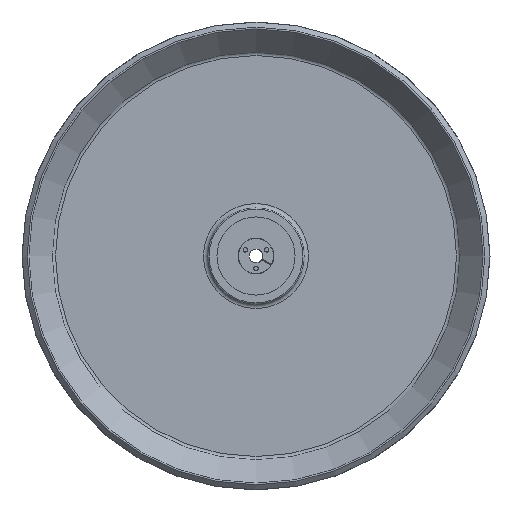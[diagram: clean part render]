
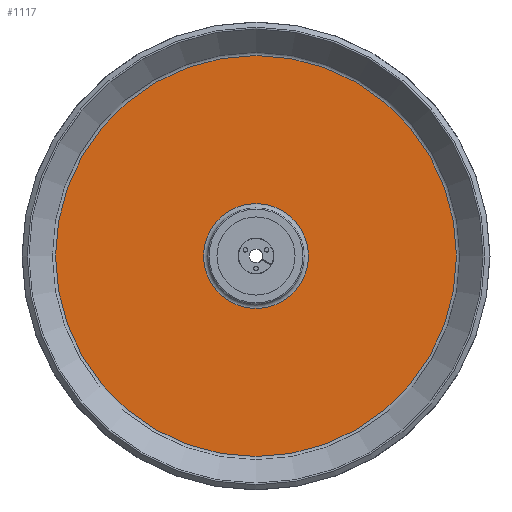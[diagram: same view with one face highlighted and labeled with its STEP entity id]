
A CAD part, top view. The second image highlights one B-rep face of the part: STEP entity #1117.
In plain terms, the highlighted planar face has unit normal (0, 0, 1).
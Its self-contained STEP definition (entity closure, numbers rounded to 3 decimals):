
#238=FACE_BOUND('',#364,.T.);
#258=PLANE('',#1344);
#289=FACE_OUTER_BOUND('',#363,.T.);
#363=EDGE_LOOP('',(#805));
#364=EDGE_LOOP('',(#806));
#456=CIRCLE('',#1343,23.5);
#457=CIRCLE('',#1345,89.789);
#532=VERTEX_POINT('',#1913);
#533=VERTEX_POINT('',#1917);
#636=EDGE_CURVE('',#532,#532,#456,.T.);
#637=EDGE_CURVE('',#533,#533,#457,.T.);
#805=ORIENTED_EDGE('',*,*,#637,.F.);
#806=ORIENTED_EDGE('',*,*,#636,.T.);
#1117=ADVANCED_FACE('',(#289,#238),#258,.T.);
#1343=AXIS2_PLACEMENT_3D('',#1915,#1530,#1531);
#1344=AXIS2_PLACEMENT_3D('',#1916,#1532,#1533);
#1345=AXIS2_PLACEMENT_3D('',#1918,#1534,#1535);
#1530=DIRECTION('center_axis',(0.,0.,-1.));
#1531=DIRECTION('ref_axis',(1.,0.,0.));
#1532=DIRECTION('center_axis',(0.,0.,1.));
#1533=DIRECTION('ref_axis',(1.,0.,0.));
#1534=DIRECTION('center_axis',(0.,0.,-1.));
#1535=DIRECTION('ref_axis',(1.,0.,0.));
#1913=CARTESIAN_POINT('',(23.5,0.,2.));
#1915=CARTESIAN_POINT('Origin',(0.,0.,2.));
#1916=CARTESIAN_POINT('Origin',(-89.789,0.,2.));
#1917=CARTESIAN_POINT('',(89.789,0.,2.));
#1918=CARTESIAN_POINT('Origin',(0.,0.,2.));
